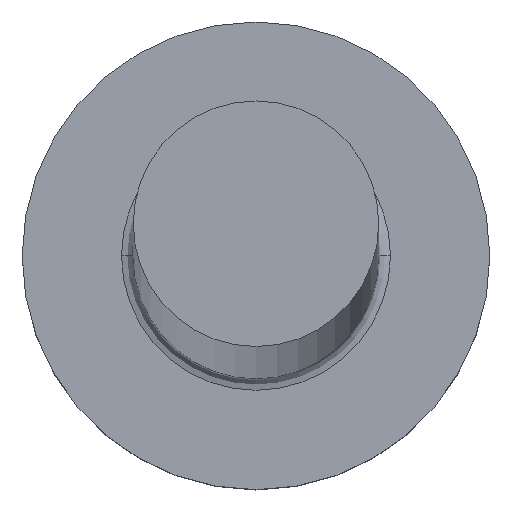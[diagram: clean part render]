
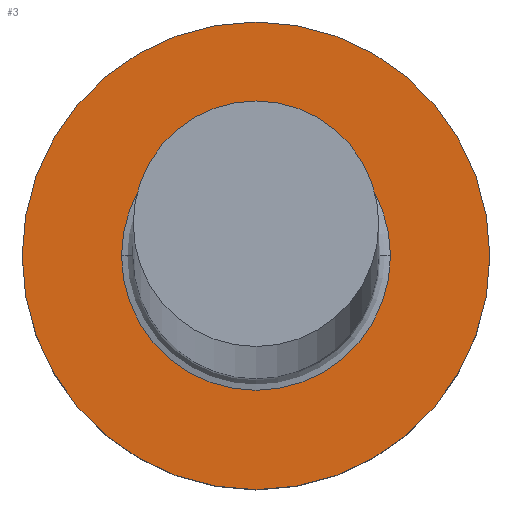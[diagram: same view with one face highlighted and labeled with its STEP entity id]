
A CAD part, top view. The second image highlights one B-rep face of the part: STEP entity #3.
In plain terms, the highlighted planar face has unit normal (0, 0, 1).
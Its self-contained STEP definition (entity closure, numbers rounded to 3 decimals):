
#2 = CARTESIAN_POINT ( 'NONE',  ( 0., 0., 3. ) ) ;
#3 = ADVANCED_FACE ( 'NONE', ( #113, #275 ), #84, .T. ) ;
#22 = DIRECTION ( 'NONE',  ( 1., 0., 0. ) ) ;
#23 = CARTESIAN_POINT ( 'NONE',  ( 2.3, 0., 3. ) ) ;
#32 = ORIENTED_EDGE ( 'NONE', *, *, #173, .T. ) ;
#33 = VERTEX_POINT ( 'NONE', #261 ) ;
#36 = CARTESIAN_POINT ( 'NONE',  ( -2.3, 0., 3. ) ) ;
#39 = AXIS2_PLACEMENT_3D ( 'NONE', #208, #46, #207 ) ;
#46 = DIRECTION ( 'NONE',  ( 0., 0., 1. ) ) ;
#59 = CARTESIAN_POINT ( 'NONE',  ( 0., 0., 3. ) ) ;
#60 = CARTESIAN_POINT ( 'NONE',  ( 4., 0., 3. ) ) ;
#67 = CIRCLE ( 'NONE', #39, 4. ) ;
#69 = EDGE_CURVE ( 'NONE', #79, #221, #108, .T. ) ;
#79 = VERTEX_POINT ( 'NONE', #36 ) ;
#80 = VERTEX_POINT ( 'NONE', #60 ) ;
#84 = PLANE ( 'NONE',  #146 ) ;
#97 = DIRECTION ( 'NONE',  ( 1., 0., 0. ) ) ;
#103 = EDGE_LOOP ( 'NONE', ( #111, #32 ) ) ;
#106 = EDGE_LOOP ( 'NONE', ( #154, #135 ) ) ;
#107 = AXIS2_PLACEMENT_3D ( 'NONE', #2, #166, #97 ) ;
#108 = CIRCLE ( 'NONE', #220, 2.3 ) ;
#111 = ORIENTED_EDGE ( 'NONE', *, *, #239, .T. ) ;
#113 = FACE_BOUND ( 'NONE', #106, .T. ) ;
#117 = DIRECTION ( 'NONE',  ( 0., 0., -1. ) ) ;
#126 = EDGE_CURVE ( 'NONE', #221, #79, #176, .T. ) ;
#135 = ORIENTED_EDGE ( 'NONE', *, *, #69, .T. ) ;
#144 = DIRECTION ( 'NONE',  ( 0., 0., -1. ) ) ;
#146 = AXIS2_PLACEMENT_3D ( 'NONE', #252, #201, #182 ) ;
#154 = ORIENTED_EDGE ( 'NONE', *, *, #126, .T. ) ;
#155 = DIRECTION ( 'NONE',  ( 1., 0., 0. ) ) ;
#166 = DIRECTION ( 'NONE',  ( 0., 0., 1. ) ) ;
#173 = EDGE_CURVE ( 'NONE', #80, #33, #297, .T. ) ;
#176 = CIRCLE ( 'NONE', #256, 2.3 ) ;
#182 = DIRECTION ( 'NONE',  ( 1., 0., 0. ) ) ;
#201 = DIRECTION ( 'NONE',  ( 0., 0., 1. ) ) ;
#207 = DIRECTION ( 'NONE',  ( 1., 0., 0. ) ) ;
#208 = CARTESIAN_POINT ( 'NONE',  ( 0., 0., 3. ) ) ;
#220 = AXIS2_PLACEMENT_3D ( 'NONE', #59, #117, #155 ) ;
#221 = VERTEX_POINT ( 'NONE', #23 ) ;
#239 = EDGE_CURVE ( 'NONE', #33, #80, #67, .T. ) ;
#252 = CARTESIAN_POINT ( 'NONE',  ( 0., 0., 3. ) ) ;
#256 = AXIS2_PLACEMENT_3D ( 'NONE', #284, #144, #22 ) ;
#261 = CARTESIAN_POINT ( 'NONE',  ( -4., 0., 3. ) ) ;
#275 = FACE_OUTER_BOUND ( 'NONE', #103, .T. ) ;
#284 = CARTESIAN_POINT ( 'NONE',  ( 0., 0., 3. ) ) ;
#297 = CIRCLE ( 'NONE', #107, 4. ) ;
